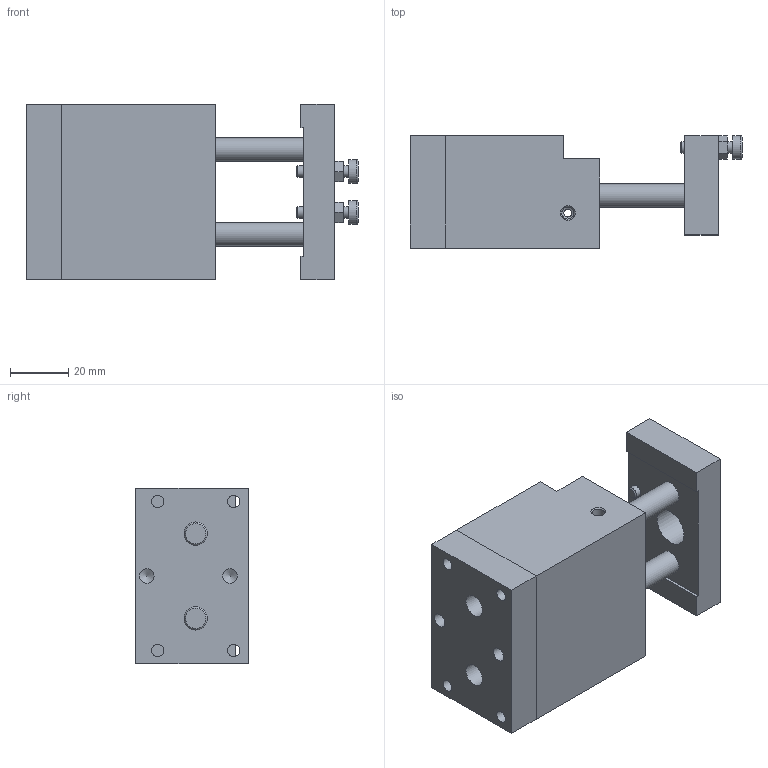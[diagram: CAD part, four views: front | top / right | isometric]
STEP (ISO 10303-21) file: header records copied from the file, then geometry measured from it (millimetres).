
FILE_DESCRIPTION((''),'2;1');
FILE_NAME('MSR-Z3.stp','2012-11-23T09:24:27',('hartung_david'),(''),'Autodesk Inventor 2012','Autodesk Inventor 2012','');
FILE_SCHEMA(('AUTOMOTIVE_DESIGN { 1 0 10303 214 1 1 1 1 }'));
Products named in the file (4): MSR-Z3; MSR-Z3-030; MSR-Z3-020; MSR-Z3-010
Assembly tree (3 placements, depth 2):
  MSR-Z3
    MSR-Z3-030
    MSR-Z3-020
    MSR-Z3-010
Bounding box: 113.6 x 38.54 x 60 mm (x, y, z)
Volume: 160141.3 mm3; surface area: 41566.5 mm2
Topology: 3 solids, 3 shells, 152 faces, 351 edges, 221 vertices
Faces by surface type: plane 68, cone 44, cylinder 38, torus 2
Full cylindrical faces by diameter (mm): 2.7 x1, 4 x4, 4.134 x6, 4.2 x8, 5 x4, 7.5 x4, 7.95 x2, 8 x6, 8.085 x2, 12.917 x1
Entity records: 4044 total; most frequent: CARTESIAN_POINT 733, DIRECTION 660, ORIENTED_EDGE 548, AXIS2_PLACEMENT_3D 275, EDGE_CURVE 274, EDGE_LOOP 260, VERTEX_POINT 204, FACE_OUTER_BOUND 152
